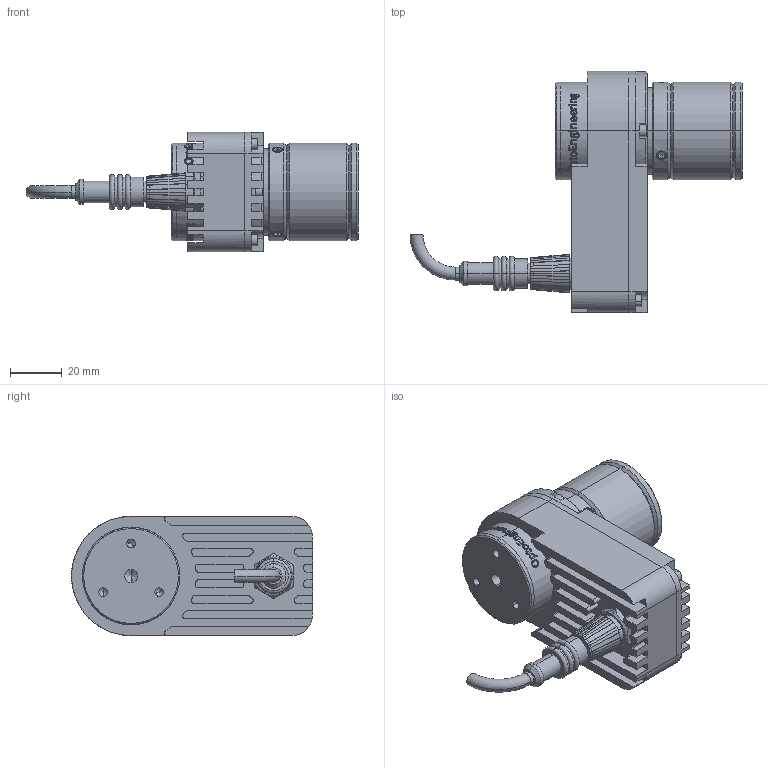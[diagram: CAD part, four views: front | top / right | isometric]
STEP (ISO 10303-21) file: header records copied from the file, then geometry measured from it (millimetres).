
FILE_DESCRIPTION (( 'STEP AP214' ), '1' );
FILE_NAME ('LTPRUP.STEP', '2015-07-14T06:36:51', ( 'Ale' ), ( '' ), 'SwSTEP 2.0', 'SolidWorks 2014', '' );
FILE_SCHEMA (( 'AUTOMOTIVE_DESIGN' ));
Length unit declared in the file: millimetre
Products named in the file (2): LTPRUP
Bounding box: 128.1 x 93 x 46 mm (x, y, z)
Surface area: 66014.1 mm2 (no closed solid volume)
Topology: 0 solids, 38 shells, 1614 faces, 4373 edges, 2894 vertices
Faces by surface type: plane 625, cylinder 490, bspline 348, cone 131, torus 20
Entity records: 114903 total; most frequent: CARTESIAN_POINT 58841, ORIENTED_EDGE 8366, DIRECTION 6804, EDGE_CURVE 4343, VERTEX_POINT 2894, AXIS2_PLACEMENT_3D 2407, VECTOR 1990, LINE 1990
